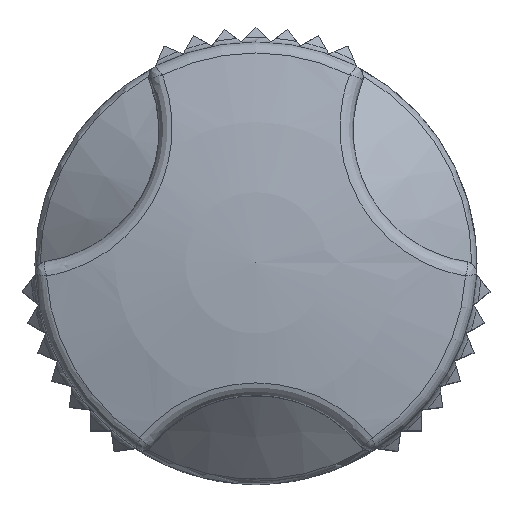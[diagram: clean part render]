
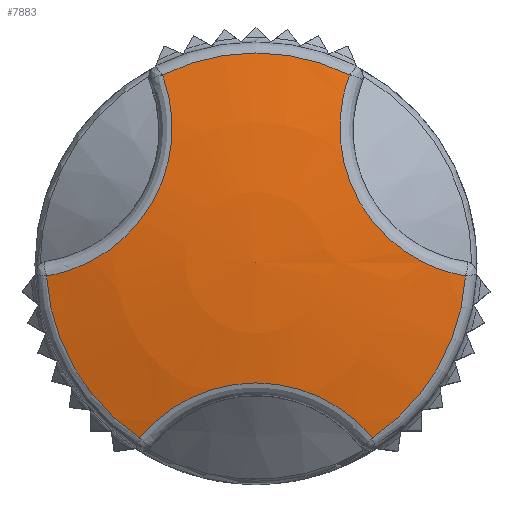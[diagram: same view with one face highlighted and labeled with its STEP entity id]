
A CAD part, top view. The second image highlights one B-rep face of the part: STEP entity #7883.
In plain terms, the highlighted spherical face has radius 28.625 mm.
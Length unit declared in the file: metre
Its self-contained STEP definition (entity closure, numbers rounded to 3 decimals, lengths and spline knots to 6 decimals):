
#47=SPHERICAL_SURFACE('',#8600,0.028625);
#1257=B_SPLINE_CURVE_WITH_KNOTS('',3,(#14198,#14199,#14200,#14201,#14202,
#14203,#14204),.UNSPECIFIED.,.F.,.F.,(4,1,1,1,4),(0.,
0.002283,0.004566,0.006849,0.009132),
 .UNSPECIFIED.);
#1258=B_SPLINE_CURVE_WITH_KNOTS('',3,(#14209,#14210,#14211,#14212,#14213,
#14214,#14215),.UNSPECIFIED.,.F.,.F.,(4,1,1,1,4),(0.,0.002277,
0.004554,0.006831,0.009108),
 .UNSPECIFIED.);
#1259=B_SPLINE_CURVE_WITH_KNOTS('',3,(#14219,#14220,#14221,#14222,#14223,
#14224,#14225),.UNSPECIFIED.,.F.,.F.,(4,1,1,1,4),(0.,
0.002277,0.004554,0.006831,0.009108),
 .UNSPECIFIED.);
#3138=ORIENTED_EDGE('',*,*,#5019,.T.);
#3139=ORIENTED_EDGE('',*,*,#5020,.T.);
#3140=ORIENTED_EDGE('',*,*,#5021,.T.);
#3141=ORIENTED_EDGE('',*,*,#5022,.T.);
#3142=ORIENTED_EDGE('',*,*,#5023,.T.);
#3143=ORIENTED_EDGE('',*,*,#5024,.T.);
#5019=EDGE_CURVE('',#5993,#5994,#1257,.T.);
#5020=EDGE_CURVE('',#5994,#5995,#6400,.F.);
#5021=EDGE_CURVE('',#5995,#5996,#1258,.T.);
#5022=EDGE_CURVE('',#5996,#5997,#6401,.F.);
#5023=EDGE_CURVE('',#5997,#5998,#1259,.T.);
#5024=EDGE_CURVE('',#5998,#5993,#6402,.F.);
#5993=VERTEX_POINT('',#14205);
#5994=VERTEX_POINT('',#14206);
#5995=VERTEX_POINT('',#14208);
#5996=VERTEX_POINT('',#14216);
#5997=VERTEX_POINT('',#14218);
#5998=VERTEX_POINT('',#14226);
#6400=CIRCLE('',#8601,0.007124);
#6401=CIRCLE('',#8602,0.007124);
#6402=CIRCLE('',#8603,0.007124);
#6820=EDGE_LOOP('',(#3138,#3139,#3140,#3141,#3142,#3143));
#7348=FACE_BOUND('',#6820,.T.);
#7883=ADVANCED_FACE('',(#7348),#47,.T.);
#8600=AXIS2_PLACEMENT_3D('',#14197,#9924,#9925);
#8601=AXIS2_PLACEMENT_3D('',#14207,#9926,#9927);
#8602=AXIS2_PLACEMENT_3D('',#14217,#9928,#9929);
#8603=AXIS2_PLACEMENT_3D('',#14227,#9930,#9931);
#9924=DIRECTION('',(0.,0.,-1.));
#9925=DIRECTION('',(1.,0.,0.));
#9926=DIRECTION('',(0.,0.,-1.));
#9927=DIRECTION('',(-1.,0.,0.));
#9928=DIRECTION('',(0.,0.,-1.));
#9929=DIRECTION('',(-1.,0.,0.));
#9930=DIRECTION('',(0.,0.,-1.));
#9931=DIRECTION('',(-1.,0.,0.));
#14197=CARTESIAN_POINT('',(0.,0.,-0.017125));
#14198=CARTESIAN_POINT('',(-0.003173,0.006379,0.010599));
#14199=CARTESIAN_POINT('',(-0.00291,0.005685,0.010789));
#14200=CARTESIAN_POINT('',(-0.00269,0.004181,0.011097));
#14201=CARTESIAN_POINT('',(-0.003375,0.001947,0.011265));
#14202=CARTESIAN_POINT('',(-0.004969,0.000238,0.011096));
#14203=CARTESIAN_POINT('',(-0.006379,-0.000322,0.010789));
#14204=CARTESIAN_POINT('',(-0.007111,-0.000442,0.010599));
#14205=CARTESIAN_POINT('',(-0.003173,0.006379,0.010599));
#14206=CARTESIAN_POINT('',(-0.007111,-0.000442,0.010599));
#14207=CARTESIAN_POINT('',(0.,0.,0.010599));
#14208=CARTESIAN_POINT('',(-0.003938,-0.005937,0.010599));
#14209=CARTESIAN_POINT('',(-0.003938,-0.005937,0.010599));
#14210=CARTESIAN_POINT('',(-0.003469,-0.005363,0.010789));
#14211=CARTESIAN_POINT('',(-0.002279,-0.004421,0.011096));
#14212=CARTESIAN_POINT('',(0.000004,-0.003896,0.011265));
#14213=CARTESIAN_POINT('',(0.002275,-0.004421,0.011096));
#14214=CARTESIAN_POINT('',(0.003469,-0.005363,0.010789));
#14215=CARTESIAN_POINT('',(0.003938,-0.005937,0.010599));
#14216=CARTESIAN_POINT('',(0.003938,-0.005937,0.010599));
#14217=CARTESIAN_POINT('',(0.,0.,0.010599));
#14218=CARTESIAN_POINT('',(0.007111,-0.000442,0.010599));
#14219=CARTESIAN_POINT('',(0.007111,-0.000442,0.010599));
#14220=CARTESIAN_POINT('',(0.006379,-0.000322,0.010789));
#14221=CARTESIAN_POINT('',(0.004968,0.000237,0.011096));
#14222=CARTESIAN_POINT('',(0.003372,0.001952,0.011265));
#14223=CARTESIAN_POINT('',(0.002691,0.004181,0.011096));
#14224=CARTESIAN_POINT('',(0.00291,0.005686,0.010789));
#14225=CARTESIAN_POINT('',(0.003173,0.006379,0.010599));
#14226=CARTESIAN_POINT('',(0.003173,0.006379,0.010599));
#14227=CARTESIAN_POINT('',(0.,0.,0.010599));
